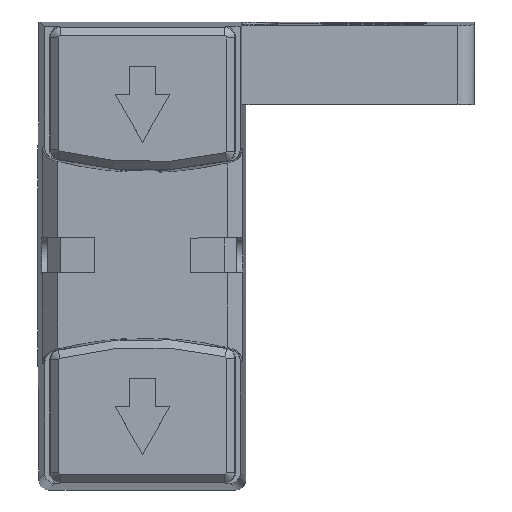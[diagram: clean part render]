
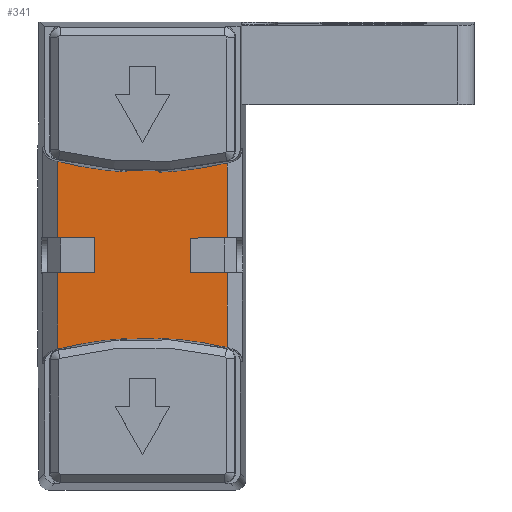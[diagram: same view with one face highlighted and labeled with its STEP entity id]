
A CAD part, top view. The second image highlights one B-rep face of the part: STEP entity #341.
In plain terms, the highlighted planar face has unit normal (0, 0, 1).
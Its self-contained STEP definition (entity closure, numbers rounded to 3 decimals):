
#128=ELLIPSE('',#2982,0.3,0.3);
#129=ELLIPSE('',#2984,0.3,0.3);
#130=ELLIPSE('',#2987,0.3,0.3);
#131=ELLIPSE('',#2989,0.3,0.3);
#184=FACE_OUTER_BOUND('',#737,.T.);
#341=ADVANCED_FACE('',(#184),#504,.T.);
#504=PLANE('',#2991);
#589=CIRCLE('',#2981,10.649);
#590=CIRCLE('',#2983,10.449);
#591=CIRCLE('',#2985,10.649);
#592=CIRCLE('',#2986,10.649);
#593=CIRCLE('',#2988,10.449);
#594=CIRCLE('',#2990,10.649);
#737=EDGE_LOOP('',(#975,#976,#977,#978,#979,#980,#981,#982,#983,#984,#985,
#986,#987,#988,#989,#990,#991,#992,#993,#994,#995,#996,#997,#998,#999));
#975=ORIENTED_EDGE('',*,*,#2110,.T.);
#976=ORIENTED_EDGE('',*,*,#2111,.F.);
#977=ORIENTED_EDGE('',*,*,#2112,.F.);
#978=ORIENTED_EDGE('',*,*,#2113,.T.);
#979=ORIENTED_EDGE('',*,*,#2114,.F.);
#980=ORIENTED_EDGE('',*,*,#2115,.T.);
#981=ORIENTED_EDGE('',*,*,#2116,.F.);
#982=ORIENTED_EDGE('',*,*,#2117,.T.);
#983=ORIENTED_EDGE('',*,*,#2118,.T.);
#984=ORIENTED_EDGE('',*,*,#2119,.F.);
#985=ORIENTED_EDGE('',*,*,#2120,.F.);
#986=ORIENTED_EDGE('',*,*,#2121,.F.);
#987=ORIENTED_EDGE('',*,*,#2122,.F.);
#988=ORIENTED_EDGE('',*,*,#2123,.T.);
#989=ORIENTED_EDGE('',*,*,#2124,.T.);
#990=ORIENTED_EDGE('',*,*,#2125,.F.);
#991=ORIENTED_EDGE('',*,*,#2126,.T.);
#992=ORIENTED_EDGE('',*,*,#2127,.T.);
#993=ORIENTED_EDGE('',*,*,#2128,.F.);
#994=ORIENTED_EDGE('',*,*,#2129,.T.);
#995=ORIENTED_EDGE('',*,*,#2130,.T.);
#996=ORIENTED_EDGE('',*,*,#2131,.F.);
#997=ORIENTED_EDGE('',*,*,#2132,.F.);
#998=ORIENTED_EDGE('',*,*,#2133,.F.);
#999=ORIENTED_EDGE('',*,*,#2134,.F.);
#1833=VERTEX_POINT('',#4218);
#1834=VERTEX_POINT('',#4219);
#1835=VERTEX_POINT('',#4221);
#1836=VERTEX_POINT('',#4223);
#1837=VERTEX_POINT('',#4225);
#1838=VERTEX_POINT('',#4227);
#1839=VERTEX_POINT('',#4229);
#1840=VERTEX_POINT('',#4231);
#1841=VERTEX_POINT('',#4233);
#1842=VERTEX_POINT('',#4235);
#1843=VERTEX_POINT('',#4237);
#1844=VERTEX_POINT('',#4239);
#1845=VERTEX_POINT('',#4241);
#1846=VERTEX_POINT('',#4243);
#1847=VERTEX_POINT('',#4245);
#1848=VERTEX_POINT('',#4247);
#1849=VERTEX_POINT('',#4249);
#1850=VERTEX_POINT('',#4251);
#1851=VERTEX_POINT('',#4253);
#1852=VERTEX_POINT('',#4255);
#1853=VERTEX_POINT('',#4257);
#1854=VERTEX_POINT('',#4259);
#1855=VERTEX_POINT('',#4261);
#1856=VERTEX_POINT('',#4263);
#1857=VERTEX_POINT('',#4265);
#2110=EDGE_CURVE('',#1833,#1834,#2521,.T.);
#2111=EDGE_CURVE('',#1835,#1834,#2522,.T.);
#2112=EDGE_CURVE('',#1836,#1835,#2523,.T.);
#2113=EDGE_CURVE('',#1836,#1837,#2524,.T.);
#2114=EDGE_CURVE('',#1838,#1837,#2525,.T.);
#2115=EDGE_CURVE('',#1838,#1839,#2526,.T.);
#2116=EDGE_CURVE('',#1840,#1839,#589,.T.);
#2117=EDGE_CURVE('',#1840,#1841,#2527,.T.);
#2118=EDGE_CURVE('',#1841,#1842,#128,.T.);
#2119=EDGE_CURVE('',#1843,#1842,#590,.T.);
#2120=EDGE_CURVE('',#1844,#1843,#129,.T.);
#2121=EDGE_CURVE('',#1845,#1844,#2528,.T.);
#2122=EDGE_CURVE('',#1846,#1845,#591,.T.);
#2123=EDGE_CURVE('',#1846,#1847,#2529,.T.);
#2124=EDGE_CURVE('',#1847,#1848,#2530,.T.);
#2125=EDGE_CURVE('',#1849,#1848,#2531,.T.);
#2126=EDGE_CURVE('',#1849,#1850,#2532,.T.);
#2127=EDGE_CURVE('',#1850,#1851,#2533,.T.);
#2128=EDGE_CURVE('',#1852,#1851,#592,.T.);
#2129=EDGE_CURVE('',#1852,#1853,#2534,.T.);
#2130=EDGE_CURVE('',#1853,#1854,#130,.T.);
#2131=EDGE_CURVE('',#1855,#1854,#593,.T.);
#2132=EDGE_CURVE('',#1856,#1855,#131,.T.);
#2133=EDGE_CURVE('',#1857,#1856,#2535,.T.);
#2134=EDGE_CURVE('',#1833,#1857,#594,.T.);
#2521=LINE('',#4217,#2767);
#2522=LINE('',#4220,#2768);
#2523=LINE('',#4222,#2769);
#2524=LINE('',#4224,#2770);
#2525=LINE('',#4226,#2771);
#2526=LINE('',#4228,#2772);
#2527=LINE('',#4232,#2773);
#2528=LINE('',#4240,#2774);
#2529=LINE('',#4244,#2775);
#2530=LINE('',#4246,#2776);
#2531=LINE('',#4248,#2777);
#2532=LINE('',#4250,#2778);
#2533=LINE('',#4252,#2779);
#2534=LINE('',#4256,#2780);
#2535=LINE('',#4264,#2781);
#2767=VECTOR('',#3317,1.);
#2768=VECTOR('',#3318,1.);
#2769=VECTOR('',#3319,1.);
#2770=VECTOR('',#3320,1.);
#2771=VECTOR('',#3321,1.);
#2772=VECTOR('',#3322,1.);
#2773=VECTOR('',#3325,1.);
#2774=VECTOR('',#3332,1.);
#2775=VECTOR('',#3335,1.);
#2776=VECTOR('',#3336,1.);
#2777=VECTOR('',#3337,1.);
#2778=VECTOR('',#3338,1.);
#2779=VECTOR('',#3339,1.);
#2780=VECTOR('',#3342,1.);
#2781=VECTOR('',#3349,1.);
#2981=AXIS2_PLACEMENT_3D('',#4230,#3323,#3324);
#2982=AXIS2_PLACEMENT_3D('',#4234,#3326,#3327);
#2983=AXIS2_PLACEMENT_3D('',#4236,#3328,#3329);
#2984=AXIS2_PLACEMENT_3D('',#4238,#3330,#3331);
#2985=AXIS2_PLACEMENT_3D('',#4242,#3333,#3334);
#2986=AXIS2_PLACEMENT_3D('',#4254,#3340,#3341);
#2987=AXIS2_PLACEMENT_3D('',#4258,#3343,#3344);
#2988=AXIS2_PLACEMENT_3D('',#4260,#3345,#3346);
#2989=AXIS2_PLACEMENT_3D('',#4262,#3347,#3348);
#2990=AXIS2_PLACEMENT_3D('',#4266,#3350,#3351);
#2991=AXIS2_PLACEMENT_3D('',#4267,#3352,#3353);
#3317=DIRECTION('',(0.,1.,0.));
#3318=DIRECTION('',(1.,0.,0.));
#3319=DIRECTION('',(0.,-1.,0.));
#3320=DIRECTION('',(0.999,0.052,0.));
#3321=DIRECTION('',(-1.,0.,0.));
#3322=DIRECTION('',(0.,1.,0.));
#3323=DIRECTION('',(0.,0.,1.));
#3324=DIRECTION('',(0.,1.,0.));
#3325=DIRECTION('',(0.,1.,0.));
#3326=DIRECTION('',(0.,0.,-1.));
#3327=DIRECTION('',(0.707,-0.707,0.));
#3328=DIRECTION('',(0.,0.,1.));
#3329=DIRECTION('',(1.,0.,0.));
#3330=DIRECTION('',(0.,0.,1.));
#3331=DIRECTION('',(0.707,0.707,0.));
#3332=DIRECTION('',(0.,1.,0.));
#3333=DIRECTION('',(0.,0.,1.));
#3334=DIRECTION('',(0.,1.,0.));
#3335=DIRECTION('',(0.,-1.,0.));
#3336=DIRECTION('',(1.,0.,0.));
#3337=DIRECTION('',(0.,1.,0.));
#3338=DIRECTION('',(-1.,0.,0.));
#3339=DIRECTION('',(0.,-1.,0.));
#3340=DIRECTION('',(0.,0.,1.));
#3341=DIRECTION('',(0.,1.,0.));
#3342=DIRECTION('',(0.,-1.,0.));
#3343=DIRECTION('',(0.,0.,-1.));
#3344=DIRECTION('',(0.707,-0.707,0.));
#3345=DIRECTION('',(0.,0.,1.));
#3346=DIRECTION('',(1.,0.,0.));
#3347=DIRECTION('',(0.,0.,1.));
#3348=DIRECTION('',(0.707,0.707,0.));
#3349=DIRECTION('',(0.,-1.,0.));
#3350=DIRECTION('',(0.,0.,1.));
#3351=DIRECTION('',(0.,1.,0.));
#3352=DIRECTION('',(0.,0.,1.));
#3353=DIRECTION('',(0.,1.,0.));
#4217=CARTESIAN_POINT('',(5.453,103.222,8.2));
#4218=CARTESIAN_POINT('',(5.453,110.436,8.2));
#4219=CARTESIAN_POINT('',(5.453,112.698,8.2));
#4220=CARTESIAN_POINT('',(33.963,112.698,8.2));
#4221=CARTESIAN_POINT('',(4.347,112.698,8.2));
#4222=CARTESIAN_POINT('',(4.347,21.111,8.2));
#4223=CARTESIAN_POINT('',(4.347,113.73,8.2));
#4224=CARTESIAN_POINT('',(5.424,113.786,8.2));
#4225=CARTESIAN_POINT('',(4.665,113.747,8.2));
#4226=CARTESIAN_POINT('',(33.963,113.747,8.2));
#4227=CARTESIAN_POINT('',(5.453,113.747,8.2));
#4228=CARTESIAN_POINT('',(5.453,103.222,8.2));
#4229=CARTESIAN_POINT('',(5.453,116.009,8.2));
#4230=CARTESIAN_POINT('',(2.998,126.371,8.2));
#4231=CARTESIAN_POINT('',(3.416,115.73,8.2));
#4232=CARTESIAN_POINT('',(3.416,116.106,8.2));
#4233=CARTESIAN_POINT('',(3.416,115.924,8.2));
#4234=CARTESIAN_POINT('',(3.716,115.924,8.2));
#4235=CARTESIAN_POINT('',(3.416,115.93,8.2));
#4236=CARTESIAN_POINT('',(2.998,126.371,8.2));
#4237=CARTESIAN_POINT('',(2.376,115.94,8.2));
#4238=CARTESIAN_POINT('',(2.077,115.924,8.2));
#4239=CARTESIAN_POINT('',(2.377,115.924,8.2));
#4240=CARTESIAN_POINT('',(2.377,206.834,8.2));
#4241=CARTESIAN_POINT('',(2.377,115.74,8.2));
#4242=CARTESIAN_POINT('',(2.998,126.371,8.2));
#4243=CARTESIAN_POINT('',(0.34,116.059,8.2));
#4244=CARTESIAN_POINT('',(0.34,19.611,8.2));
#4245=CARTESIAN_POINT('',(0.34,113.747,8.2));
#4246=CARTESIAN_POINT('',(-28.17,113.747,8.2));
#4247=CARTESIAN_POINT('',(1.447,113.747,8.2));
#4248=CARTESIAN_POINT('',(1.447,113.222,8.2));
#4249=CARTESIAN_POINT('',(1.447,112.698,8.2));
#4250=CARTESIAN_POINT('',(-28.17,112.698,8.2));
#4251=CARTESIAN_POINT('',(0.34,112.698,8.2));
#4252=CARTESIAN_POINT('',(0.34,19.611,8.2));
#4253=CARTESIAN_POINT('',(0.34,110.386,8.2));
#4254=CARTESIAN_POINT('',(2.998,100.074,8.2));
#4255=CARTESIAN_POINT('',(2.377,110.705,8.2));
#4256=CARTESIAN_POINT('',(2.377,19.611,8.2));
#4257=CARTESIAN_POINT('',(2.377,110.521,8.2));
#4258=CARTESIAN_POINT('',(2.077,110.521,8.2));
#4259=CARTESIAN_POINT('',(2.376,110.504,8.2));
#4260=CARTESIAN_POINT('',(2.998,100.074,8.2));
#4261=CARTESIAN_POINT('',(3.416,110.514,8.2));
#4262=CARTESIAN_POINT('',(3.716,110.521,8.2));
#4263=CARTESIAN_POINT('',(3.416,110.521,8.2));
#4264=CARTESIAN_POINT('',(3.416,110.339,8.2));
#4265=CARTESIAN_POINT('',(3.416,110.715,8.2));
#4266=CARTESIAN_POINT('',(2.998,100.074,8.2));
#4267=CARTESIAN_POINT('',(33.963,19.611,8.2));
